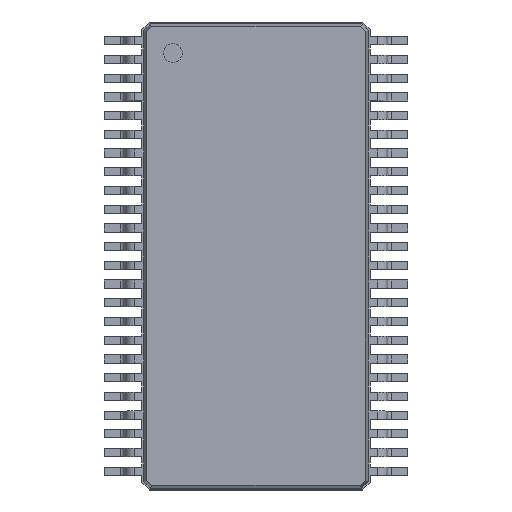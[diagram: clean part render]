
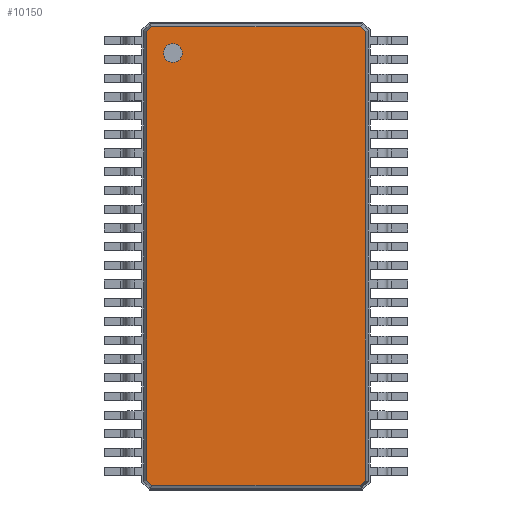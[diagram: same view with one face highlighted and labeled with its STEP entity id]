
A CAD part, top view. The second image highlights one B-rep face of the part: STEP entity #10150.
In plain terms, the highlighted planar face has unit normal (0, 0, 1).
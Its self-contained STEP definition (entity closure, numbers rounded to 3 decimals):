
#13=DIRECTION('',(0.,0.,1.));
#27=VECTOR('',#28,1.);
#28=DIRECTION('',(1.,0.,0.));
#51=VECTOR('',#52,1.);
#52=DIRECTION('',(0.707,-0.707,0.));
#58=VECTOR('',#59,1.);
#59=DIRECTION('',(0.,-1.,0.));
#65=VECTOR('',#66,1.);
#66=DIRECTION('',(-0.707,-0.707,0.));
#72=VECTOR('',#73,1.);
#73=DIRECTION('',(-1.,0.,0.));
#79=VECTOR('',#80,1.);
#80=DIRECTION('',(-0.707,0.707,0.));
#86=VECTOR('',#87,1.);
#87=DIRECTION('',(0.,1.,0.));
#91=VECTOR('',#92,1.);
#92=DIRECTION('',(0.707,0.707,0.));
#2832=VERTEX_POINT('',#2833);
#2833=CARTESIAN_POINT('',(-2.92,5.985,1.));
#2835=ORIENTED_EDGE('',*,*,#2836,.F.);
#2836=EDGE_CURVE('',#2837,#2832,#2839,.T.);
#2837=VERTEX_POINT('',#2838);
#2838=CARTESIAN_POINT('',(-2.92,-5.985,1.));
#2839=LINE('',#2838,#86);
#2850=VERTEX_POINT('',#2851);
#2851=CARTESIAN_POINT('',(-2.785,6.12,1.));
#2853=ORIENTED_EDGE('',*,*,#2854,.F.);
#2854=EDGE_CURVE('',#2832,#2850,#2855,.T.);
#2855=LINE('',#2833,#91);
#2864=VERTEX_POINT('',#2865);
#2865=CARTESIAN_POINT('',(2.785,6.12,1.));
#2867=ORIENTED_EDGE('',*,*,#2868,.F.);
#2868=EDGE_CURVE('',#2850,#2864,#2869,.T.);
#2869=LINE('',#2851,#27);
#2878=VERTEX_POINT('',#2879);
#2879=CARTESIAN_POINT('',(2.92,5.985,1.));
#2881=ORIENTED_EDGE('',*,*,#2882,.F.);
#2882=EDGE_CURVE('',#2864,#2878,#2883,.T.);
#2883=LINE('',#2865,#51);
#3084=VERTEX_POINT('',#3085);
#3085=CARTESIAN_POINT('',(2.92,-5.985,1.));
#3087=ORIENTED_EDGE('',*,*,#3088,.F.);
#3088=EDGE_CURVE('',#2878,#3084,#3089,.T.);
#3089=LINE('',#2879,#58);
#10150=ADVANCED_FACE('',(#10151,#10166),#10176,.T.);
#10151=FACE_BOUND('',#10152,.T.);
#10152=EDGE_LOOP('',(#2867,#2853,#2835,#10153,#10158,#10163,#3087,#2881));
#10153=ORIENTED_EDGE('',*,*,#10154,.F.);
#10154=EDGE_CURVE('',#10155,#2837,#10157,.T.);
#10155=VERTEX_POINT('',#10156);
#10156=CARTESIAN_POINT('',(-2.785,-6.12,1.));
#10157=LINE('',#10156,#79);
#10158=ORIENTED_EDGE('',*,*,#10159,.F.);
#10159=EDGE_CURVE('',#10160,#10155,#10162,.T.);
#10160=VERTEX_POINT('',#10161);
#10161=CARTESIAN_POINT('',(2.785,-6.12,1.));
#10162=LINE('',#10161,#72);
#10163=ORIENTED_EDGE('',*,*,#10164,.F.);
#10164=EDGE_CURVE('',#3084,#10160,#10165,.T.);
#10165=LINE('',#3085,#65);
#10166=FACE_BOUND('',#10167,.T.);
#10167=EDGE_LOOP('',(#10168));
#10168=ORIENTED_EDGE('',*,*,#10169,.T.);
#10169=EDGE_CURVE('',#10170,#10170,#10172,.T.);
#10170=VERTEX_POINT('',#10171);
#10171=CARTESIAN_POINT('',(-2.22,5.17,1.));
#10172=CIRCLE('',#10173,0.25);
#10173=AXIS2_PLACEMENT_3D('',#10174,#10175,#59);
#10174=CARTESIAN_POINT('',(-2.22,5.42,1.));
#10175=DIRECTION('',(0.,-0.,-1.));
#10176=PLANE('',#10177);
#10177=AXIS2_PLACEMENT_3D('',#2851,#13,#10178);
#10178=DIRECTION('',(0.414,-0.91,0.));
